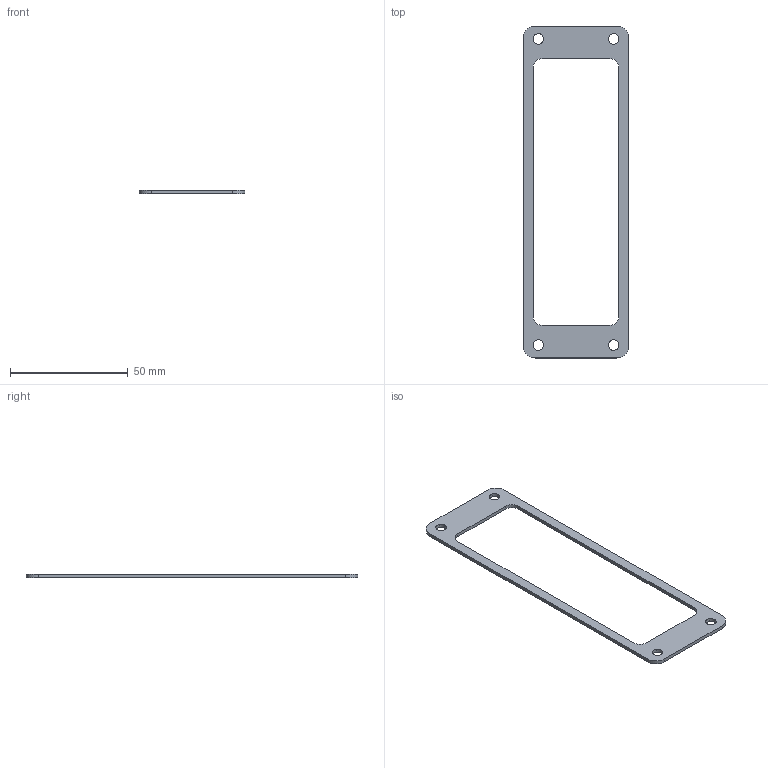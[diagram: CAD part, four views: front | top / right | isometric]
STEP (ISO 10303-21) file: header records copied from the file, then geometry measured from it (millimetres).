
FILE_DESCRIPTION(('CATIA V5 STEP Exchange','CAx-IF Rec.Pracs.--- Model Styling and Organization---1.4--- 2014-01-23'),'2;1');
FILE_NAME ('004524-4_1', '2021-10-06T06:21:41+00:00', ('none'), ('Weidmueller'), 'CATIA Version 5-6 Release 2016 SP3 HF44', 'CATIA V5 STEP AP214', 'none');
FILE_SCHEMA(('AUTOMOTIVE_DESIGN { 1 0 10303 214 1 1 1 1 }'));
Length unit declared in the file: millimetre
Products named in the file (1): 1044550000
Bounding box: 45 x 141 x 1.5 mm (x, y, z)
Volume: 3198.5 mm3; surface area: 5333.4 mm2
Topology: 1 solids, 1 shells, 26 faces, 72 edges, 48 vertices
Faces by surface type: cylinder 16, plane 10
Entity records: 871 total; most frequent: ORIENTED_EDGE 144, CARTESIAN_POINT 143, DIRECTION 116, EDGE_CURVE 72, AXIS2_PLACEMENT_3D 55, VERTEX_POINT 48, VECTOR 40, LINE 40
